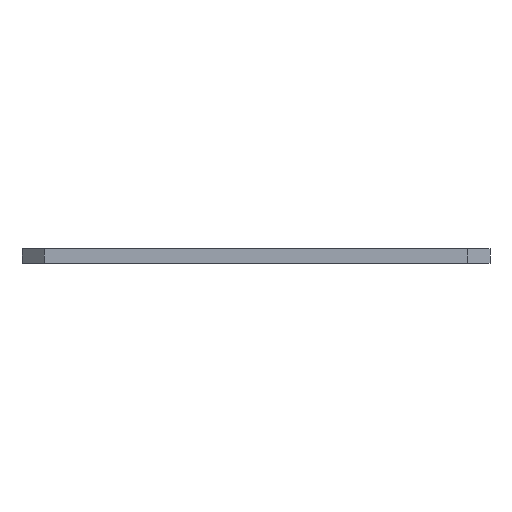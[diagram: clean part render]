
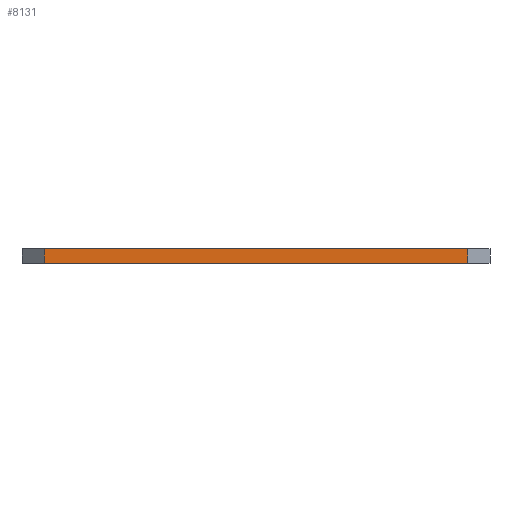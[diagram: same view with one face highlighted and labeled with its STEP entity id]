
A CAD part, left-side view. The second image highlights one B-rep face of the part: STEP entity #8131.
In plain terms, the highlighted planar face has unit normal (-1, 0, 0).
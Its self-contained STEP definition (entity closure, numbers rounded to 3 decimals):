
#83 = PLANE('',#84);
#84 = AXIS2_PLACEMENT_3D('',#85,#86,#87);
#85 = CARTESIAN_POINT('',(147.5,-104.254,1.6));
#86 = DIRECTION('',(0.,0.,1.));
#87 = DIRECTION('',(1.,0.,-0.));
#137 = PLANE('',#138);
#138 = AXIS2_PLACEMENT_3D('',#139,#140,#141);
#139 = CARTESIAN_POINT('',(147.5,-104.254,0.));
#140 = DIRECTION('',(0.,0.,1.));
#141 = DIRECTION('',(1.,0.,-0.));
#330 = VERTEX_POINT('',#331);
#331 = CARTESIAN_POINT('',(116.116,-80.874,0.));
#345 = PLANE('',#346);
#346 = AXIS2_PLACEMENT_3D('',#347,#348,#349);
#347 = CARTESIAN_POINT('',(118.656,-78.334,0.));
#348 = DIRECTION('',(0.707,-0.707,0.));
#349 = DIRECTION('',(-0.707,-0.707,0.));
#357 = EDGE_CURVE('',#330,#358,#360,.T.);
#358 = VERTEX_POINT('',#359);
#359 = CARTESIAN_POINT('',(116.116,-129.134,0.));
#360 = SURFACE_CURVE('',#361,(#365,#372),.PCURVE_S1.);
#361 = LINE('',#362,#363);
#362 = CARTESIAN_POINT('',(116.116,-80.874,0.));
#363 = VECTOR('',#364,1.);
#364 = DIRECTION('',(0.,-1.,0.));
#365 = PCURVE('',#137,#366);
#366 = DEFINITIONAL_REPRESENTATION('',(#367),#371);
#367 = LINE('',#368,#369);
#368 = CARTESIAN_POINT('',(-31.384,23.381));
#369 = VECTOR('',#370,1.);
#370 = DIRECTION('',(0.,-1.));
#371 = ( GEOMETRIC_REPRESENTATION_CONTEXT(2) 
PARAMETRIC_REPRESENTATION_CONTEXT() REPRESENTATION_CONTEXT('2D SPACE',''
  ) );
#372 = PCURVE('',#373,#378);
#373 = PLANE('',#374);
#374 = AXIS2_PLACEMENT_3D('',#375,#376,#377);
#375 = CARTESIAN_POINT('',(116.116,-80.874,0.));
#376 = DIRECTION('',(1.,0.,-0.));
#377 = DIRECTION('',(0.,-1.,0.));
#378 = DEFINITIONAL_REPRESENTATION('',(#379),#383);
#379 = LINE('',#380,#381);
#380 = CARTESIAN_POINT('',(0.,0.));
#381 = VECTOR('',#382,1.);
#382 = DIRECTION('',(1.,0.));
#383 = ( GEOMETRIC_REPRESENTATION_CONTEXT(2) 
PARAMETRIC_REPRESENTATION_CONTEXT() REPRESENTATION_CONTEXT('2D SPACE',''
  ) );
#401 = PLANE('',#402);
#402 = AXIS2_PLACEMENT_3D('',#403,#404,#405);
#403 = CARTESIAN_POINT('',(116.116,-129.134,0.));
#404 = DIRECTION('',(0.707,0.707,-0.));
#405 = DIRECTION('',(0.707,-0.707,0.));
#4513 = VERTEX_POINT('',#4514);
#4514 = CARTESIAN_POINT('',(116.116,-80.874,1.6));
#4535 = EDGE_CURVE('',#4513,#4536,#4538,.T.);
#4536 = VERTEX_POINT('',#4537);
#4537 = CARTESIAN_POINT('',(116.116,-129.134,1.6));
#4538 = SURFACE_CURVE('',#4539,(#4543,#4550),.PCURVE_S1.);
#4539 = LINE('',#4540,#4541);
#4540 = CARTESIAN_POINT('',(116.116,-80.874,1.6));
#4541 = VECTOR('',#4542,1.);
#4542 = DIRECTION('',(0.,-1.,0.));
#4543 = PCURVE('',#83,#4544);
#4544 = DEFINITIONAL_REPRESENTATION('',(#4545),#4549);
#4545 = LINE('',#4546,#4547);
#4546 = CARTESIAN_POINT('',(-31.384,23.381));
#4547 = VECTOR('',#4548,1.);
#4548 = DIRECTION('',(0.,-1.));
#4549 = ( GEOMETRIC_REPRESENTATION_CONTEXT(2) 
PARAMETRIC_REPRESENTATION_CONTEXT() REPRESENTATION_CONTEXT('2D SPACE',''
  ) );
#4550 = PCURVE('',#373,#4551);
#4551 = DEFINITIONAL_REPRESENTATION('',(#4552),#4556);
#4552 = LINE('',#4553,#4554);
#4553 = CARTESIAN_POINT('',(0.,-1.6));
#4554 = VECTOR('',#4555,1.);
#4555 = DIRECTION('',(1.,0.));
#4556 = ( GEOMETRIC_REPRESENTATION_CONTEXT(2) 
PARAMETRIC_REPRESENTATION_CONTEXT() REPRESENTATION_CONTEXT('2D SPACE',''
  ) );
#8083 = EDGE_CURVE('',#330,#4513,#8084,.T.);
#8084 = SURFACE_CURVE('',#8085,(#8089,#8096),.PCURVE_S1.);
#8085 = LINE('',#8086,#8087);
#8086 = CARTESIAN_POINT('',(116.116,-80.874,0.));
#8087 = VECTOR('',#8088,1.);
#8088 = DIRECTION('',(0.,0.,1.));
#8089 = PCURVE('',#345,#8090);
#8090 = DEFINITIONAL_REPRESENTATION('',(#8091),#8095);
#8091 = LINE('',#8092,#8093);
#8092 = CARTESIAN_POINT('',(3.592,0.));
#8093 = VECTOR('',#8094,1.);
#8094 = DIRECTION('',(0.,-1.));
#8095 = ( GEOMETRIC_REPRESENTATION_CONTEXT(2) 
PARAMETRIC_REPRESENTATION_CONTEXT() REPRESENTATION_CONTEXT('2D SPACE',''
  ) );
#8096 = PCURVE('',#373,#8097);
#8097 = DEFINITIONAL_REPRESENTATION('',(#8098),#8102);
#8098 = LINE('',#8099,#8100);
#8099 = CARTESIAN_POINT('',(0.,0.));
#8100 = VECTOR('',#8101,1.);
#8101 = DIRECTION('',(0.,-1.));
#8102 = ( GEOMETRIC_REPRESENTATION_CONTEXT(2) 
PARAMETRIC_REPRESENTATION_CONTEXT() REPRESENTATION_CONTEXT('2D SPACE',''
  ) );
#8131 = ADVANCED_FACE('',(#8132),#373,.F.);
#8132 = FACE_BOUND('',#8133,.F.);
#8133 = EDGE_LOOP('',(#8134,#8135,#8136,#8157));
#8134 = ORIENTED_EDGE('',*,*,#8083,.T.);
#8135 = ORIENTED_EDGE('',*,*,#4535,.T.);
#8136 = ORIENTED_EDGE('',*,*,#8137,.F.);
#8137 = EDGE_CURVE('',#358,#4536,#8138,.T.);
#8138 = SURFACE_CURVE('',#8139,(#8143,#8150),.PCURVE_S1.);
#8139 = LINE('',#8140,#8141);
#8140 = CARTESIAN_POINT('',(116.116,-129.134,0.));
#8141 = VECTOR('',#8142,1.);
#8142 = DIRECTION('',(0.,0.,1.));
#8143 = PCURVE('',#373,#8144);
#8144 = DEFINITIONAL_REPRESENTATION('',(#8145),#8149);
#8145 = LINE('',#8146,#8147);
#8146 = CARTESIAN_POINT('',(48.26,0.));
#8147 = VECTOR('',#8148,1.);
#8148 = DIRECTION('',(0.,-1.));
#8149 = ( GEOMETRIC_REPRESENTATION_CONTEXT(2) 
PARAMETRIC_REPRESENTATION_CONTEXT() REPRESENTATION_CONTEXT('2D SPACE',''
  ) );
#8150 = PCURVE('',#401,#8151);
#8151 = DEFINITIONAL_REPRESENTATION('',(#8152),#8156);
#8152 = LINE('',#8153,#8154);
#8153 = CARTESIAN_POINT('',(0.,0.));
#8154 = VECTOR('',#8155,1.);
#8155 = DIRECTION('',(0.,-1.));
#8156 = ( GEOMETRIC_REPRESENTATION_CONTEXT(2) 
PARAMETRIC_REPRESENTATION_CONTEXT() REPRESENTATION_CONTEXT('2D SPACE',''
  ) );
#8157 = ORIENTED_EDGE('',*,*,#357,.F.);
